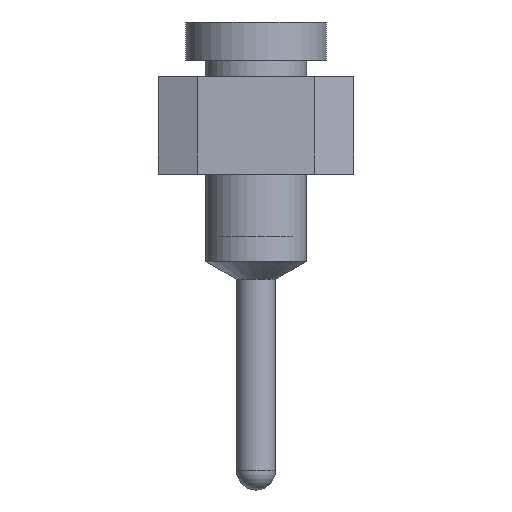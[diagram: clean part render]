
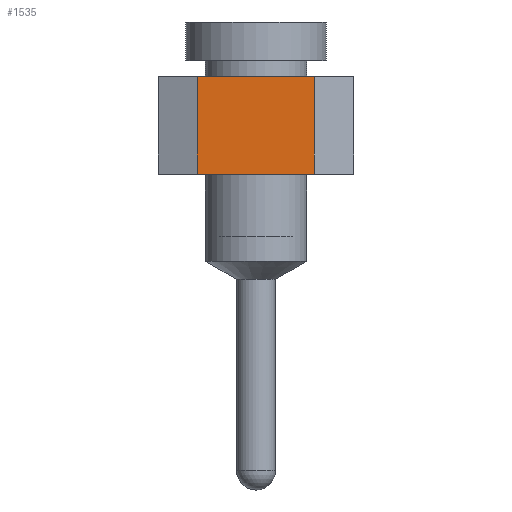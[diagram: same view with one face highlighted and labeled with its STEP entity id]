
A CAD part, left-side view. The second image highlights one B-rep face of the part: STEP entity #1535.
In plain terms, the highlighted planar face has unit normal (-1, 0, 0).
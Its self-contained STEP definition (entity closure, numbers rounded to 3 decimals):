
#1535 = ADVANCED_FACE('',(#1536),#1570,.F.);
#1536 = FACE_BOUND('',#1537,.T.);
#1537 = EDGE_LOOP('',(#1538,#1548,#1556,#1564));
#1538 = ORIENTED_EDGE('',*,*,#1539,.T.);
#1539 = EDGE_CURVE('',#1540,#1542,#1544,.T.);
#1540 = VERTEX_POINT('',#1541);
#1541 = CARTESIAN_POINT('',(-35.56,0.762,2.57));
#1542 = VERTEX_POINT('',#1543);
#1543 = CARTESIAN_POINT('',(-35.56,0.762,1.3));
#1544 = LINE('',#1545,#1546);
#1545 = CARTESIAN_POINT('',(-35.56,0.762,3.84));
#1546 = VECTOR('',#1547,1.);
#1547 = DIRECTION('',(0.,0.,-1.));
#1548 = ORIENTED_EDGE('',*,*,#1549,.T.);
#1549 = EDGE_CURVE('',#1542,#1550,#1552,.T.);
#1550 = VERTEX_POINT('',#1551);
#1551 = CARTESIAN_POINT('',(-35.56,-0.762,1.3));
#1552 = LINE('',#1553,#1554);
#1553 = CARTESIAN_POINT('',(-35.56,1.27,1.3));
#1554 = VECTOR('',#1555,1.);
#1555 = DIRECTION('',(0.,-1.,0.));
#1556 = ORIENTED_EDGE('',*,*,#1557,.F.);
#1557 = EDGE_CURVE('',#1558,#1550,#1560,.T.);
#1558 = VERTEX_POINT('',#1559);
#1559 = CARTESIAN_POINT('',(-35.56,-0.762,2.57));
#1560 = LINE('',#1561,#1562);
#1561 = CARTESIAN_POINT('',(-35.56,-0.762,3.84));
#1562 = VECTOR('',#1563,1.);
#1563 = DIRECTION('',(0.,0.,-1.));
#1564 = ORIENTED_EDGE('',*,*,#1565,.F.);
#1565 = EDGE_CURVE('',#1540,#1558,#1566,.T.);
#1566 = LINE('',#1567,#1568);
#1567 = CARTESIAN_POINT('',(-35.56,1.27,2.57));
#1568 = VECTOR('',#1569,1.);
#1569 = DIRECTION('',(0.,-1.,0.));
#1570 = PLANE('',#1571);
#1571 = AXIS2_PLACEMENT_3D('',#1572,#1573,#1574);
#1572 = CARTESIAN_POINT('',(-35.56,1.27,2.57));
#1573 = DIRECTION('',(1.,0.,0.));
#1574 = DIRECTION('',(0.,1.,0.));
